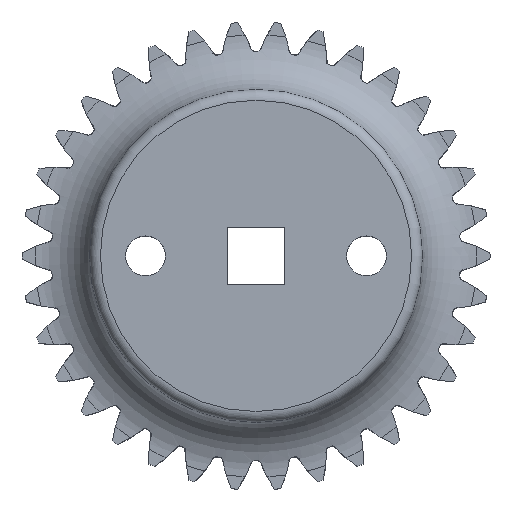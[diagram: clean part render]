
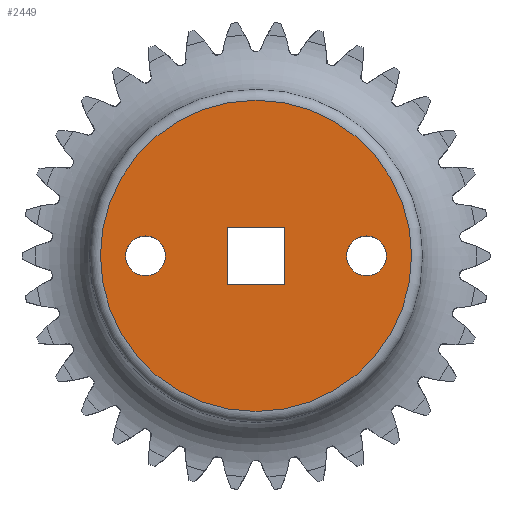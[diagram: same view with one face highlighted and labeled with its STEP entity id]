
A CAD part, top view. The second image highlights one B-rep face of the part: STEP entity #2449.
In plain terms, the highlighted planar face has unit normal (0, 0, 1).
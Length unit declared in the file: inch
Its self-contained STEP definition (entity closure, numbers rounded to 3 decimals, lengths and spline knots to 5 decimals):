
#243=LINE('',#3522,#353);
#244=LINE('',#3524,#354);
#245=LINE('',#3526,#355);
#246=LINE('',#3527,#356);
#353=VECTOR('',#2890,0.3937);
#354=VECTOR('',#2891,0.3937);
#355=VECTOR('',#2892,0.3937);
#356=VECTOR('',#2893,0.3937);
#463=FACE_BOUND('',#664,.T.);
#464=FACE_BOUND('',#665,.T.);
#465=FACE_BOUND('',#666,.T.);
#470=PLANE('',#2618);
#520=FACE_OUTER_BOUND('',#663,.T.);
#663=EDGE_LOOP('',(#1637));
#664=EDGE_LOOP('',(#1638));
#665=EDGE_LOOP('',(#1639,#1640,#1641,#1642));
#666=EDGE_LOOP('',(#1643));
#812=CIRCLE('',#2614,0.7042);
#816=CIRCLE('',#2619,0.09);
#817=CIRCLE('',#2620,0.09);
#964=VERTEX_POINT('',#3510);
#967=VERTEX_POINT('',#3518);
#968=VERTEX_POINT('',#3520);
#969=VERTEX_POINT('',#3521);
#970=VERTEX_POINT('',#3523);
#971=VERTEX_POINT('',#3525);
#972=VERTEX_POINT('',#3528);
#1228=EDGE_CURVE('',#964,#964,#812,.T.);
#1232=EDGE_CURVE('',#967,#967,#816,.T.);
#1233=EDGE_CURVE('',#968,#969,#243,.T.);
#1234=EDGE_CURVE('',#969,#970,#244,.T.);
#1235=EDGE_CURVE('',#970,#971,#245,.T.);
#1236=EDGE_CURVE('',#971,#968,#246,.T.);
#1237=EDGE_CURVE('',#972,#972,#817,.T.);
#1637=ORIENTED_EDGE('',*,*,#1228,.F.);
#1638=ORIENTED_EDGE('',*,*,#1232,.T.);
#1639=ORIENTED_EDGE('',*,*,#1233,.T.);
#1640=ORIENTED_EDGE('',*,*,#1234,.T.);
#1641=ORIENTED_EDGE('',*,*,#1235,.T.);
#1642=ORIENTED_EDGE('',*,*,#1236,.T.);
#1643=ORIENTED_EDGE('',*,*,#1237,.T.);
#2449=ADVANCED_FACE('',(#520,#463,#464,#465),#470,.T.);
#2614=AXIS2_PLACEMENT_3D('',#3511,#2878,#2879);
#2618=AXIS2_PLACEMENT_3D('',#3517,#2886,#2887);
#2619=AXIS2_PLACEMENT_3D('',#3519,#2888,#2889);
#2620=AXIS2_PLACEMENT_3D('',#3529,#2894,#2895);
#2878=DIRECTION('center_axis',(0.,0.,-1.));
#2879=DIRECTION('ref_axis',(-1.,0.,0.));
#2886=DIRECTION('center_axis',(0.,0.,1.));
#2887=DIRECTION('ref_axis',(1.,0.,0.));
#2888=DIRECTION('center_axis',(0.,0.,-1.));
#2889=DIRECTION('ref_axis',(-1.,0.,0.));
#2890=DIRECTION('',(-1.,0.,0.));
#2891=DIRECTION('',(0.,1.,0.));
#2892=DIRECTION('',(1.,0.,0.));
#2893=DIRECTION('',(0.,-1.,0.));
#2894=DIRECTION('center_axis',(0.,0.,-1.));
#2895=DIRECTION('ref_axis',(-1.,0.,0.));
#3510=CARTESIAN_POINT('',(-0.7042,0.,0.25));
#3511=CARTESIAN_POINT('Origin',(0.,0.,0.25));
#3517=CARTESIAN_POINT('Origin',(0.,0.,0.25));
#3518=CARTESIAN_POINT('',(0.41,0.,0.25));
#3519=CARTESIAN_POINT('Origin',(0.5,0.,0.25));
#3520=CARTESIAN_POINT('',(0.13,-0.13,0.25));
#3521=CARTESIAN_POINT('',(-0.13,-0.13,0.25));
#3522=CARTESIAN_POINT('',(0.13,-0.13,0.25));
#3523=CARTESIAN_POINT('',(-0.13,0.13,0.25));
#3524=CARTESIAN_POINT('',(-0.13,-0.13,0.25));
#3525=CARTESIAN_POINT('',(0.13,0.13,0.25));
#3526=CARTESIAN_POINT('',(-0.13,0.13,0.25));
#3527=CARTESIAN_POINT('',(0.13,0.13,0.25));
#3528=CARTESIAN_POINT('',(-0.59,0.,0.25));
#3529=CARTESIAN_POINT('Origin',(-0.5,0.,0.25));
